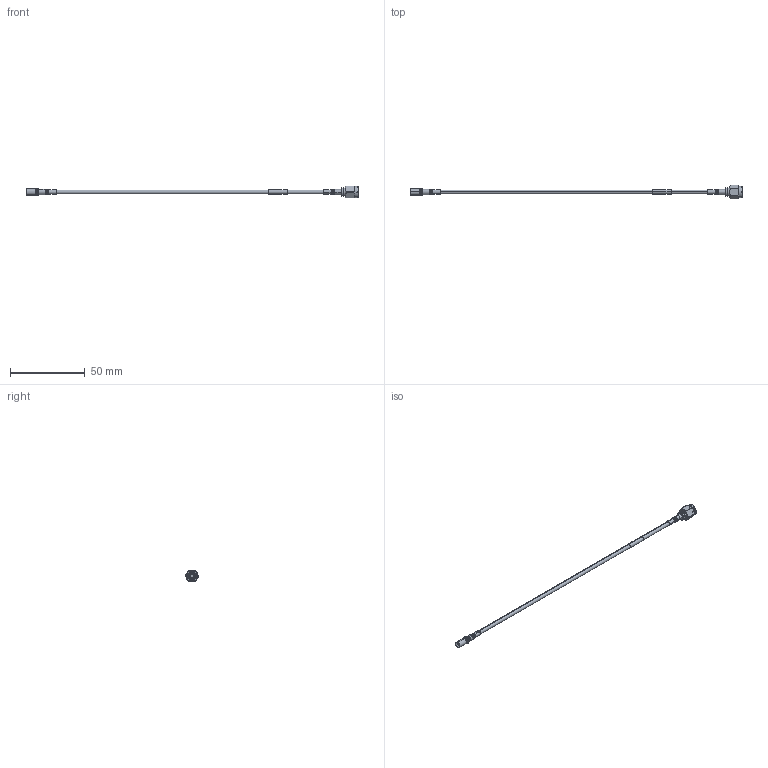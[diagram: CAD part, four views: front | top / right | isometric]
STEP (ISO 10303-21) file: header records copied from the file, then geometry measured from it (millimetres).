
FILE_DESCRIPTION (( 'STEP AP214' ), '1' );
FILE_NAME ('FMCA9748_3D.step', '2024-02-21T16:16:08', ( '' ), ( '' ), 'SwSTEP 2.0', 'SolidWorks 2022', '' );
FILE_SCHEMA (( 'AUTOMOTIVE_DESIGN' ));
Length unit declared in the file: inch
Products named in the file (6): PE-P086HF_8 in Length; PE45540; 1AW01-003_.110 ID; CA-PE-P086_2_Heatshrink_LONG; PE44215; FMCA9748_3D
Assembly tree (6 placements, depth 2):
  FMCA9748_3D
    PE-P086HF_8 in Length
    1AW01-003_.110 ID
    PE44215
    PE45540
    CA-PE-P086_2_Heatshrink_LONG  x2
Bounding box: 222.61 x 8.99 x 7.94 mm (x, y, z)
Volume: 1692.5 mm3; surface area: 3163.6 mm2
Topology: 6 solids, 6 shells, 160 faces, 344 edges, 209 vertices
Faces by surface type: cylinder 77, plane 33, cone 27, torus 20, bspline 3
Entity records: 5370 total; most frequent: CARTESIAN_POINT 1841, DIRECTION 700, ORIENTED_EDGE 600, AXIS2_PLACEMENT_3D 301, EDGE_CURVE 300, VERTEX_POINT 185, CIRCLE 157, EDGE_LOOP 157
